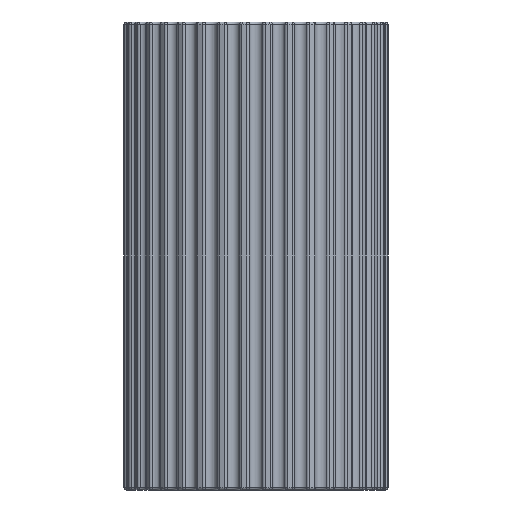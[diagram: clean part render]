
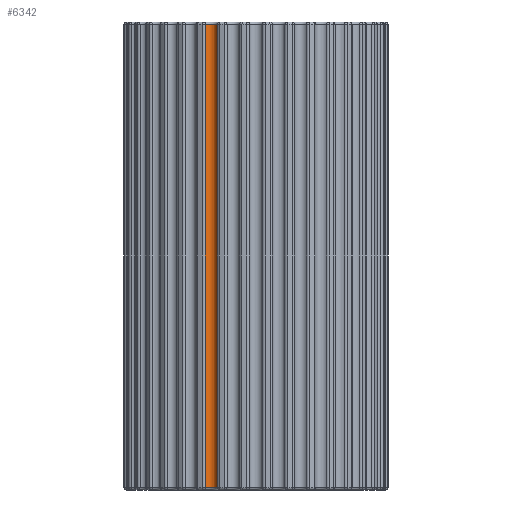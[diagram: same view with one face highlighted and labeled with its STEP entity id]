
A CAD part, left-side view. The second image highlights one B-rep face of the part: STEP entity #6342.
In plain terms, the highlighted cylindrical face has radius 0.5 mm (diameter 1 mm), a partial arc.
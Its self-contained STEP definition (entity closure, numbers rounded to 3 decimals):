
#277=LINE('',#11292,#458);
#280=LINE('',#11323,#461);
#458=VECTOR('',#8858,10.);
#461=VECTOR('',#8901,10.);
#662=CYLINDRICAL_SURFACE('',#7600,0.5);
#1136=FACE_OUTER_BOUND('',#1613,.T.);
#1613=EDGE_LOOP('',(#5596,#5597,#5598,#5599));
#2070=CIRCLE('',#6975,0.5);
#2373=CIRCLE('',#7469,0.5);
#2742=VERTEX_POINT('',#11281);
#2743=VERTEX_POINT('',#11285);
#2749=VERTEX_POINT('',#11311);
#2752=VERTEX_POINT('',#11319);
#3407=EDGE_CURVE('',#2743,#2742,#277,.T.);
#3423=EDGE_CURVE('',#2749,#2752,#280,.T.);
#3425=EDGE_CURVE('',#2752,#2743,#2070,.T.);
#3804=EDGE_CURVE('',#2742,#2749,#2373,.T.);
#5596=ORIENTED_EDGE('',*,*,#3423,.F.);
#5597=ORIENTED_EDGE('',*,*,#3804,.F.);
#5598=ORIENTED_EDGE('',*,*,#3407,.F.);
#5599=ORIENTED_EDGE('',*,*,#3425,.F.);
#6342=ADVANCED_FACE('',(#1136),#662,.F.);
#6975=AXIS2_PLACEMENT_3D('',#11326,#8905,#8906);
#7469=AXIS2_PLACEMENT_3D('',#12046,#9969,#9970);
#7600=AXIS2_PLACEMENT_3D('',#12177,#10231,#10232);
#8858=DIRECTION('',(0.,0.,1.));
#8901=DIRECTION('',(0.,0.,-1.));
#8905=DIRECTION('center_axis',(0.,0.,1.));
#8906=DIRECTION('ref_axis',(0.94,-0.342,0.));
#9969=DIRECTION('center_axis',(0.,0.,-1.));
#9970=DIRECTION('ref_axis',(0.94,-0.342,0.));
#10231=DIRECTION('center_axis',(0.,0.,1.));
#10232=DIRECTION('ref_axis',(1.,0.,0.));
#11281=CARTESIAN_POINT('',(-8.991,3.777,4.8));
#11285=CARTESIAN_POINT('',(-8.991,3.777,-29.8));
#11292=CARTESIAN_POINT('',(-8.991,3.777,0.));
#11311=CARTESIAN_POINT('',(-9.316,2.886,4.8));
#11319=CARTESIAN_POINT('',(-9.316,2.886,-29.8));
#11323=CARTESIAN_POINT('',(-9.316,2.886,0.));
#11326=CARTESIAN_POINT('Origin',(-9.303,3.386,-29.8));
#12046=CARTESIAN_POINT('Origin',(-9.303,3.386,4.8));
#12177=CARTESIAN_POINT('Origin',(-9.303,3.386,0.));
